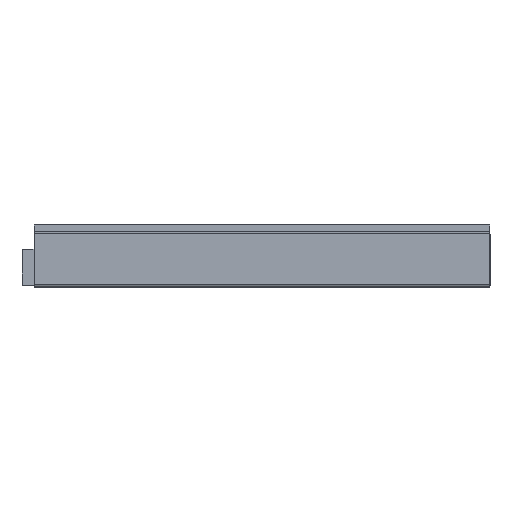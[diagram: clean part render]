
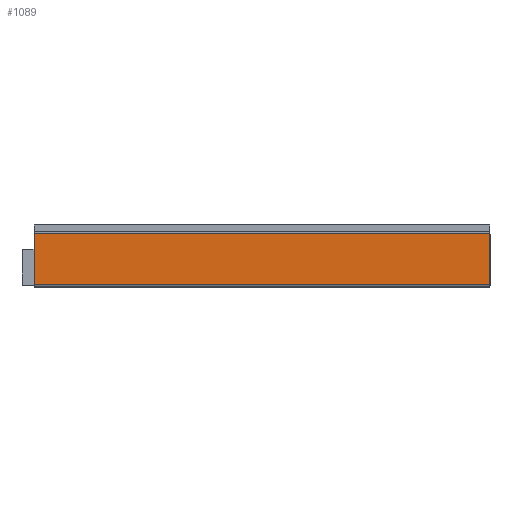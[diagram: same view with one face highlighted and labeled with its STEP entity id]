
A CAD part, top view. The second image highlights one B-rep face of the part: STEP entity #1089.
In plain terms, the highlighted planar face has unit normal (0, 0, 1).
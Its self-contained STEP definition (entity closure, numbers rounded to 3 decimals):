
#316 = ORIENTED_EDGE ( 'NONE', *, *, #888, .T. ) ;
#417 = CARTESIAN_POINT ( 'NONE',  ( -2., 13.4, 0. ) ) ;
#495 = CARTESIAN_POINT ( 'NONE',  ( -2., 0.7, 0. ) ) ;
#599 = CARTESIAN_POINT ( 'NONE',  ( 111.5, 0.7, 0. ) ) ;
#612 = VERTEX_POINT ( 'NONE', #417 ) ;
#615 = DIRECTION ( 'NONE',  ( -1., 0., 0. ) ) ;
#662 = ORIENTED_EDGE ( 'NONE', *, *, #1129, .T. ) ;
#673 = DIRECTION ( 'NONE',  ( 1., 0., 0. ) ) ;
#799 = LINE ( 'NONE', #1150, #1862 ) ;
#837 = DIRECTION ( 'NONE',  ( 0., 1., 0. ) ) ;
#844 = EDGE_CURVE ( 'NONE', #1629, #612, #1481, .T. ) ;
#888 = EDGE_CURVE ( 'NONE', #949, #2140, #1169, .T. ) ;
#949 = VERTEX_POINT ( 'NONE', #2094 ) ;
#1089 = ADVANCED_FACE ( 'NONE', ( #2125 ), #1914, .F. ) ;
#1129 = EDGE_CURVE ( 'NONE', #612, #949, #799, .T. ) ;
#1150 = CARTESIAN_POINT ( 'NONE',  ( -2., 0., 0. ) ) ;
#1169 = LINE ( 'NONE', #495, #2065 ) ;
#1200 = CARTESIAN_POINT ( 'NONE',  ( 111.5, 0., 0. ) ) ;
#1380 = CARTESIAN_POINT ( 'NONE',  ( 111.5, 13.4, 0. ) ) ;
#1481 = LINE ( 'NONE', #1617, #1802 ) ;
#1617 = CARTESIAN_POINT ( 'NONE',  ( -2., 13.4, 0. ) ) ;
#1629 = VERTEX_POINT ( 'NONE', #1380 ) ;
#1735 = DIRECTION ( 'NONE',  ( 0., -1., 0. ) ) ;
#1784 = EDGE_CURVE ( 'NONE', #2140, #1629, #2006, .T. ) ;
#1787 = EDGE_LOOP ( 'NONE', ( #316, #1996, #1871, #662 ) ) ;
#1802 = VECTOR ( 'NONE', #2386, 1000. ) ;
#1862 = VECTOR ( 'NONE', #1735, 1000. ) ;
#1871 = ORIENTED_EDGE ( 'NONE', *, *, #844, .T. ) ;
#1914 = PLANE ( 'NONE',  #2161 ) ;
#1996 = ORIENTED_EDGE ( 'NONE', *, *, #1784, .T. ) ;
#2006 = LINE ( 'NONE', #1200, #2035 ) ;
#2035 = VECTOR ( 'NONE', #837, 1000. ) ;
#2065 = VECTOR ( 'NONE', #673, 1000. ) ;
#2094 = CARTESIAN_POINT ( 'NONE',  ( -2., 0.7, 0. ) ) ;
#2120 = DIRECTION ( 'NONE',  ( 0., 0., -1. ) ) ;
#2125 = FACE_OUTER_BOUND ( 'NONE', #1787, .T. ) ;
#2140 = VERTEX_POINT ( 'NONE', #599 ) ;
#2161 = AXIS2_PLACEMENT_3D ( 'NONE', #2308, #2120, #615 ) ;
#2308 = CARTESIAN_POINT ( 'NONE',  ( 0., 0., 0. ) ) ;
#2386 = DIRECTION ( 'NONE',  ( -1., 0., 0. ) ) ;
